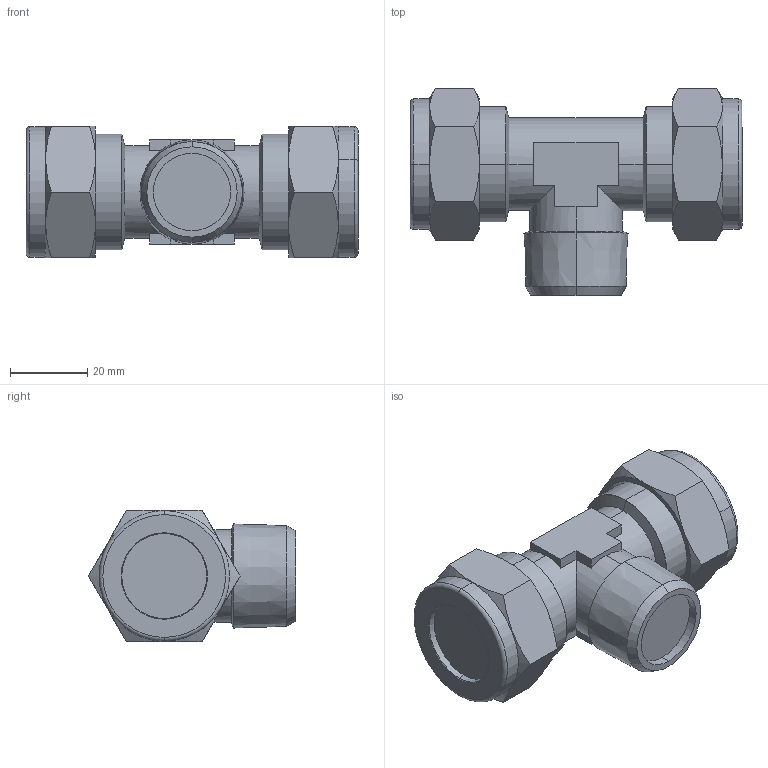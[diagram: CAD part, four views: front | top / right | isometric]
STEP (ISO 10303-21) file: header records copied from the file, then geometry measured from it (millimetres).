
FILE_DESCRIPTION (( 'STEP AP214' ), '1' );
FILE_NAME ('1022000019.step', '2013-02-25T17:12:13', ( '' ), ( '' ), 'SwSTEP 2.0', 'SolidWorks 2012', '' );
FILE_SCHEMA (( 'AUTOMOTIVE_DESIGN' ));
Length unit declared in the file: millimetre
Products named in the file (1): 1022000019
Bounding box: 86 x 53.63 x 34 mm (x, y, z)
Volume: 72170.9 mm3; surface area: 13980 mm2
Topology: 1 solids, 3 shells, 106 faces, 237 edges, 142 vertices
Faces by surface type: plane 40, cone 34, cylinder 24, torus 8
Entity records: 3213 total; most frequent: CARTESIAN_POINT 851, DIRECTION 499, ORIENTED_EDGE 474, EDGE_CURVE 237, AXIS2_PLACEMENT_3D 200, VERTEX_POINT 142, EDGE_LOOP 111, FACE_OUTER_BOUND 106
